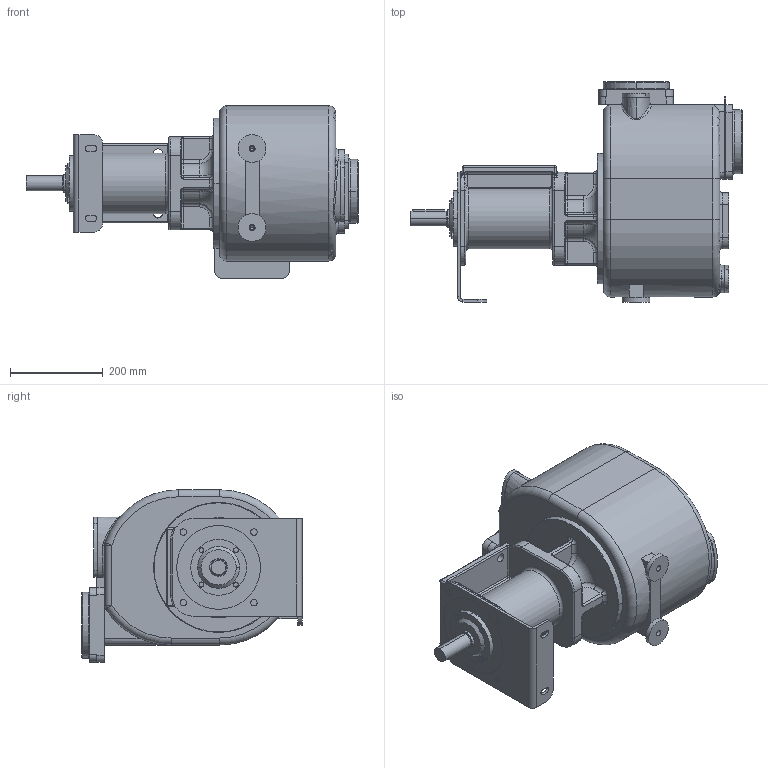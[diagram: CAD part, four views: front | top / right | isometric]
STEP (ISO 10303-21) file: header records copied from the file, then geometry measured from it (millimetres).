
FILE_DESCRIPTION((''),'2;1');
FILE_NAME('S108_K_B','2017-05-18T',('Amenduni'),(''),'CREO PARAMETRIC BY PTC INC, 2017020','CREO PARAMETRIC BY PTC INC, 2017020','');
FILE_SCHEMA(('CONFIG_CONTROL_DESIGN'));
Length unit declared in the file: millimetre
Products named in the file (1): S108_K_B
Bounding box: 714.5 x 474.5 x 371 mm (x, y, z)
Volume: 38359275.8 mm3; surface area: 1220935.1 mm2
Topology: 2 solids, 3 shells, 695 faces, 1628 edges, 986 vertices
Faces by surface type: cylinder 279, plane 222, torus 69, bspline 63, cone 48, sphere 10, extrusion 4
Entity records: 28431 total; most frequent: CARTESIAN_POINT 12532, DIRECTION 3469, ORIENTED_EDGE 3234, EDGE_CURVE 1617, AXIS2_PLACEMENT_3D 1411, VERTEX_POINT 986, CIRCLE 779, EDGE_LOOP 767
